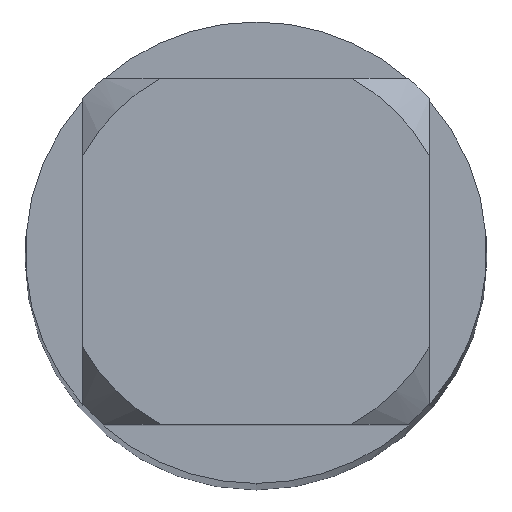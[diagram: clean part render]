
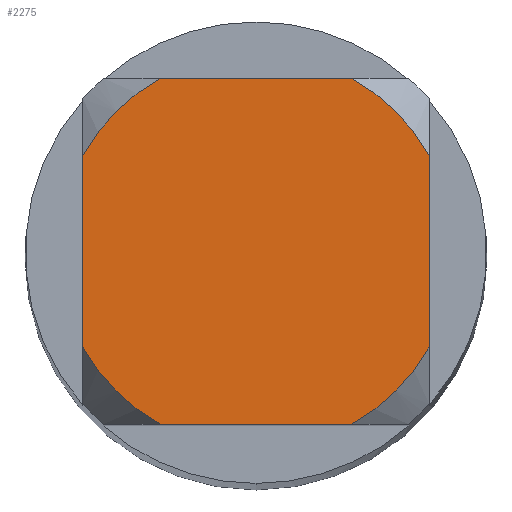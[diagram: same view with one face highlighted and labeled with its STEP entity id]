
A CAD part, top view. The second image highlights one B-rep face of the part: STEP entity #2275.
In plain terms, the highlighted planar face has unit normal (0, 0, 1).
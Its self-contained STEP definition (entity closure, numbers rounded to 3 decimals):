
#807=VERTEX_POINT('',#2363);
#813=VERTEX_POINT('',#2369);
#827=EDGE_CURVE('',#807,#1965,#2384,.T.);
#941=VERTEX_POINT('',#2509);
#1159=VERTEX_POINT('',#2750);
#1281=EDGE_CURVE('',#2009,#1159,#2883,.T.);
#1403=EDGE_CURVE('',#807,#2069,#3024,.T.);
#1511=EDGE_CURVE('',#2009,#813,#3139,.T.);
#1829=EDGE_CURVE('',#941,#2069,#3476,.T.);
#1965=VERTEX_POINT('',#3629);
#2009=VERTEX_POINT('',#3679);
#2069=VERTEX_POINT('',#3746);
#2169=EDGE_CURVE('',#941,#813,#3851,.T.);
#2177=VERTEX_POINT('',#3859);
#2203=EDGE_CURVE('',#2177,#1965,#3888,.T.);
#2275=ADVANCED_FACE('',(#3966),#3967,.T.);
#2285=EDGE_CURVE('',#2177,#1159,#3977,.T.);
#2363=CARTESIAN_POINT('',(-1.05,0.581,0.0));
#2369=CARTESIAN_POINT('',(0.581,-1.05,0.0));
#2384=CIRCLE('',#4227,1.2);
#2509=CARTESIAN_POINT('',(-0.581,-1.05,0.0));
#2750=CARTESIAN_POINT('',(1.05,0.581,0.0));
#2883=LINE('',#5256,#5257);
#3024=LINE('',#5661,#5662);
#3139=CIRCLE('',#5887,1.2);
#3476=CIRCLE('',#6645,1.2);
#3629=CARTESIAN_POINT('',(-0.581,1.05,0.0));
#3679=CARTESIAN_POINT('',(1.05,-0.581,0.0));
#3746=CARTESIAN_POINT('',(-1.05,-0.581,0.0));
#3851=LINE('',#7677,#7678);
#3859=CARTESIAN_POINT('',(0.581,1.05,0.0));
#3888=LINE('',#7789,#7790);
#3966=FACE_OUTER_BOUND('',#8173,.T.);
#3967=PLANE('',#8174);
#3977=CIRCLE('',#8187,1.2);
#4227=AXIS2_PLACEMENT_3D('',#8312,#8313,#8314);
#5256=CARTESIAN_POINT('',(1.05,0.3,0.0));
#5257=VECTOR('',#8861,1.0);
#5661=CARTESIAN_POINT('',(-1.05,0.3,0.0));
#5662=VECTOR('',#9056,1.0);
#5887=AXIS2_PLACEMENT_3D('',#9159,#9160,#9161);
#6645=AXIS2_PLACEMENT_3D('',#9439,#9440,#9441);
#7677=CARTESIAN_POINT('',(0.0,-1.05,0.0));
#7678=VECTOR('',#9934,1.0);
#7789=CARTESIAN_POINT('',(0.0,1.05,0.0));
#7790=VECTOR('',#9970,1.0);
#8173=EDGE_LOOP('',(#10087,#10088,#10089,#10090,#10091,#10092,#10093,#10094));
#8174=AXIS2_PLACEMENT_3D('',#10095,#10096,#10097);
#8187=AXIS2_PLACEMENT_3D('',#10104,#10105,#10106);
#8312=CARTESIAN_POINT('',(0.0,0.0,0.0));
#8313=DIRECTION('',(0.0,0.0,-1.0));
#8314=DIRECTION('',(0.0,1.0,0.0));
#8861=DIRECTION('',(-0.0,1.0,0.0));
#9056=DIRECTION('',(-0.0,-1.0,0.0));
#9159=CARTESIAN_POINT('',(0.0,0.0,0.0));
#9160=DIRECTION('',(0.0,0.0,-1.0));
#9161=DIRECTION('',(0.0,1.0,0.0));
#9439=CARTESIAN_POINT('',(0.0,0.0,0.0));
#9440=DIRECTION('',(0.0,0.0,-1.0));
#9441=DIRECTION('',(0.0,1.0,0.0));
#9934=DIRECTION('',(1.0,0.0,0.0));
#9970=DIRECTION('',(-1.0,0.0,0.0));
#10087=ORIENTED_EDGE('',*,*,#1403,.T.);
#10088=ORIENTED_EDGE('',*,*,#1829,.F.);
#10089=ORIENTED_EDGE('',*,*,#2169,.T.);
#10090=ORIENTED_EDGE('',*,*,#1511,.F.);
#10091=ORIENTED_EDGE('',*,*,#1281,.T.);
#10092=ORIENTED_EDGE('',*,*,#2285,.F.);
#10093=ORIENTED_EDGE('',*,*,#2203,.T.);
#10094=ORIENTED_EDGE('',*,*,#827,.F.);
#10095=CARTESIAN_POINT('',(0.0,0.6,0.0));
#10096=DIRECTION('',(-0.0,0.0,1.0));
#10097=DIRECTION('',(0.0,-1.0,0.0));
#10104=CARTESIAN_POINT('',(0.0,0.0,0.0));
#10105=DIRECTION('',(0.0,0.0,-1.0));
#10106=DIRECTION('',(0.0,1.0,0.0));
